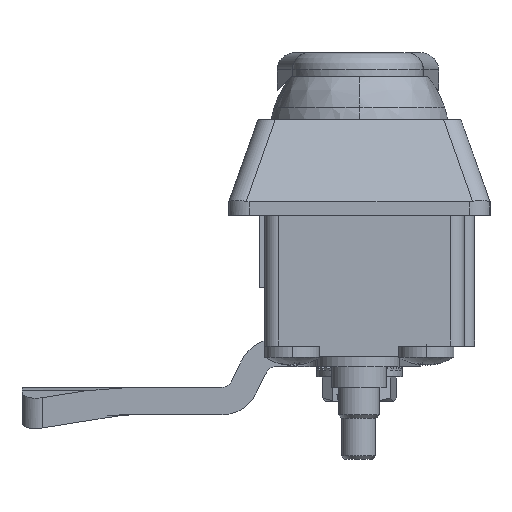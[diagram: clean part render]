
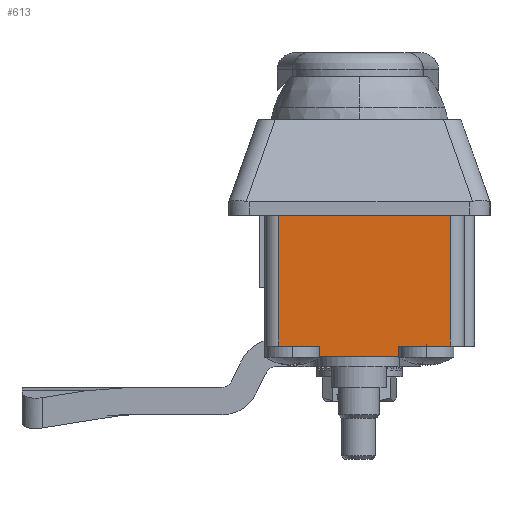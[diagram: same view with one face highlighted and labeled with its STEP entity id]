
A CAD part, left-side view. The second image highlights one B-rep face of the part: STEP entity #613.
In plain terms, the highlighted planar face has unit normal (-1, 0, 0).
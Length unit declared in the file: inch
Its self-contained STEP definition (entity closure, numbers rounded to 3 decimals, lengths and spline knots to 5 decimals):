
#167 = CARTESIAN_POINT ( 'NONE',  ( -2.93307, 0.4626, -0.55118 ) ) ;
#336 = DIRECTION ( 'NONE',  ( 0., -1., 0. ) ) ;
#590 = ORIENTED_EDGE ( 'NONE', *, *, #28022, .T. ) ;
#613 = ADVANCED_FACE ( 'NONE', ( #12692 ), #5196, .T. ) ;
#873 = EDGE_CURVE ( 'NONE', #29964, #44693, #4585, .T. ) ;
#2577 = VECTOR ( 'NONE', #24679, 39.37008 ) ;
#3910 = VERTEX_POINT ( 'NONE', #28763 ) ;
#4284 = EDGE_CURVE ( 'NONE', #8760, #45331, #24070, .T. ) ;
#4301 = ORIENTED_EDGE ( 'NONE', *, *, #11385, .F. ) ;
#4585 = LINE ( 'NONE', #23112, #13670 ) ;
#5196 = PLANE ( 'NONE',  #45619 ) ;
#7551 = CARTESIAN_POINT ( 'NONE',  ( -2.93307, 0.4626, -1.29921 ) ) ;
#8760 = VERTEX_POINT ( 'NONE', #7551 ) ;
#9193 = CARTESIAN_POINT ( 'NONE',  ( -2.93307, 0.54134, -1.29921 ) ) ;
#9226 = LINE ( 'NONE', #9717, #33375 ) ;
#9696 = EDGE_CURVE ( 'NONE', #44693, #3910, #14804, .T. ) ;
#9717 = CARTESIAN_POINT ( 'NONE',  ( -2.93307, 0.4626, -1.29921 ) ) ;
#10575 = DIRECTION ( 'NONE',  ( 0., -1., 0. ) ) ;
#11385 = EDGE_CURVE ( 'NONE', #48245, #11532, #11784, .T. ) ;
#11532 = VERTEX_POINT ( 'NONE', #24291 ) ;
#11784 = LINE ( 'NONE', #39089, #15987 ) ;
#12524 = CARTESIAN_POINT ( 'NONE',  ( -2.93307, -0.22638, -1.35827 ) ) ;
#12529 = EDGE_CURVE ( 'NONE', #3910, #11532, #18602, .T. ) ;
#12692 = FACE_OUTER_BOUND ( 'NONE', #42420, .T. ) ;
#12816 = CARTESIAN_POINT ( 'NONE',  ( -2.93307, -0.60039, -0.55118 ) ) ;
#12883 = ORIENTED_EDGE ( 'NONE', *, *, #9696, .T. ) ;
#13323 = ORIENTED_EDGE ( 'NONE', *, *, #14004, .F. ) ;
#13571 = DIRECTION ( 'NONE',  ( 0., -1., 0. ) ) ;
#13670 = VECTOR ( 'NONE', #336, 39.37008 ) ;
#14004 = EDGE_CURVE ( 'NONE', #17152, #48245, #47122, .T. ) ;
#14058 = DIRECTION ( 'NONE',  ( 0., 0., 1. ) ) ;
#14804 = LINE ( 'NONE', #44097, #39808 ) ;
#15987 = VECTOR ( 'NONE', #30600, 39.37008 ) ;
#17152 = VERTEX_POINT ( 'NONE', #167 ) ;
#17673 = VECTOR ( 'NONE', #10575, 39.37008 ) ;
#18602 = LINE ( 'NONE', #41131, #17673 ) ;
#19161 = CARTESIAN_POINT ( 'NONE',  ( -2.93307, 0.22638, -1.29921 ) ) ;
#19355 = VECTOR ( 'NONE', #13571, 39.37008 ) ;
#19995 = DIRECTION ( 'NONE',  ( -1., 0., 0. ) ) ;
#20216 = CARTESIAN_POINT ( 'NONE',  ( -2.93307, 0.22638, 1.19707 ) ) ;
#20346 = DIRECTION ( 'NONE',  ( 0., -1., 0. ) ) ;
#22258 = ORIENTED_EDGE ( 'NONE', *, *, #873, .T. ) ;
#22647 = CARTESIAN_POINT ( 'NONE',  ( -2.93307, 0.22638, -1.35827 ) ) ;
#23112 = CARTESIAN_POINT ( 'NONE',  ( -2.93307, 0.54134, -1.35827 ) ) ;
#24070 = LINE ( 'NONE', #46851, #40708 ) ;
#24291 = CARTESIAN_POINT ( 'NONE',  ( -2.93307, -0.52165, -1.29921 ) ) ;
#24679 = DIRECTION ( 'NONE',  ( 0., 0., -1. ) ) ;
#25547 = EDGE_CURVE ( 'NONE', #45331, #29964, #26980, .T. ) ;
#25724 = CARTESIAN_POINT ( 'NONE',  ( -2.93307, -0.52165, -0.55118 ) ) ;
#26980 = LINE ( 'NONE', #20216, #2577 ) ;
#28022 = EDGE_CURVE ( 'NONE', #17152, #8760, #9226, .T. ) ;
#28758 = DIRECTION ( 'NONE',  ( 0., 0., -1. ) ) ;
#28763 = CARTESIAN_POINT ( 'NONE',  ( -2.93307, -0.22638, -1.29921 ) ) ;
#29706 = ORIENTED_EDGE ( 'NONE', *, *, #4284, .T. ) ;
#29964 = VERTEX_POINT ( 'NONE', #22647 ) ;
#30600 = DIRECTION ( 'NONE',  ( 0., 0., -1. ) ) ;
#33375 = VECTOR ( 'NONE', #28758, 39.37008 ) ;
#37357 = ORIENTED_EDGE ( 'NONE', *, *, #12529, .T. ) ;
#39015 = DIRECTION ( 'NONE',  ( 0., -1., 0. ) ) ;
#39089 = CARTESIAN_POINT ( 'NONE',  ( -2.93307, -0.52165, -1.29921 ) ) ;
#39808 = VECTOR ( 'NONE', #14058, 39.37008 ) ;
#40708 = VECTOR ( 'NONE', #20346, 39.37008 ) ;
#41131 = CARTESIAN_POINT ( 'NONE',  ( -2.93307, 0.54134, -1.29921 ) ) ;
#42420 = EDGE_LOOP ( 'NONE', ( #29706, #48131, #22258, #12883, #37357, #4301, #13323, #590 ) ) ;
#44097 = CARTESIAN_POINT ( 'NONE',  ( -2.93307, -0.22638, 1.19707 ) ) ;
#44693 = VERTEX_POINT ( 'NONE', #12524 ) ;
#45331 = VERTEX_POINT ( 'NONE', #19161 ) ;
#45619 = AXIS2_PLACEMENT_3D ( 'NONE', #9193, #19995, #39015 ) ;
#46851 = CARTESIAN_POINT ( 'NONE',  ( -2.93307, 0.54134, -1.29921 ) ) ;
#47122 = LINE ( 'NONE', #12816, #19355 ) ;
#48131 = ORIENTED_EDGE ( 'NONE', *, *, #25547, .T. ) ;
#48245 = VERTEX_POINT ( 'NONE', #25724 ) ;
